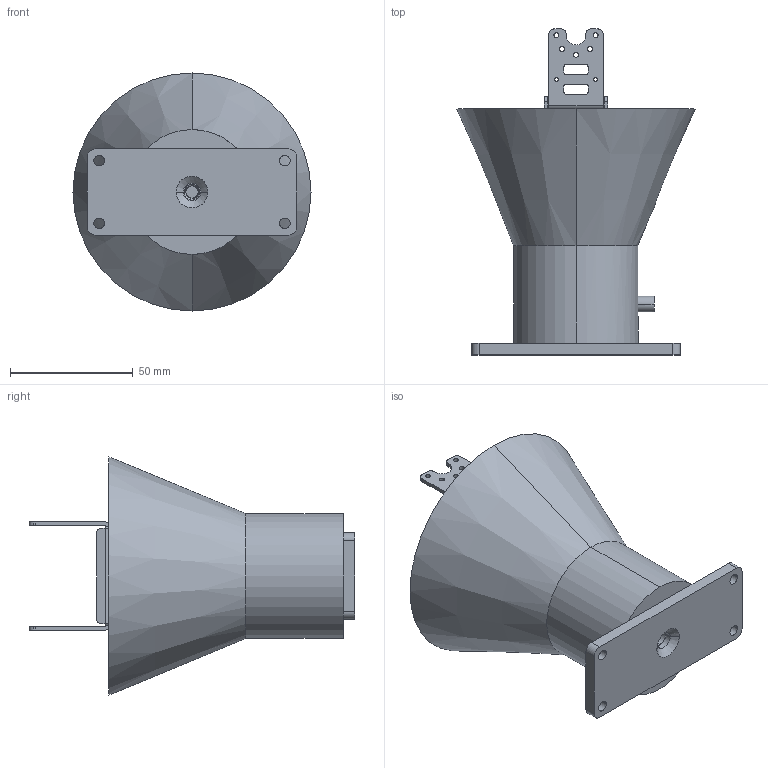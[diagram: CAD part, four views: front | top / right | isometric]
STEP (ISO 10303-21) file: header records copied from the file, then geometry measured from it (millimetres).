
FILE_DESCRIPTION (( 'STEP AP214' ), '1' );
FILE_NAME ('ASSY_FULL.STEP', '2017-09-06T14:08:41', ( '' ), ( '' ), 'SwSTEP 2.0', 'SolidWorks 2016', '' );
FILE_SCHEMA (( 'AUTOMOTIVE_DESIGN' ));
Length unit declared in the file: inch
Products named in the file (9): ASSY_FULL; FR07-H101_arm-bracket-large; ASSY_servicer; male_cone; ASSY_target; interface_bracket; disk; 5698K115_SURFACE-CONTACT DC-POWERED ELECTROMAGNET_5698K115; female_cone
Assembly tree (8 placements, depth 3):
  ASSY_FULL
    ASSY_target
      5698K115_SURFACE-CONTACT DC-POWERED ELECTROMAGNET_5698K115
      female_cone
      interface_bracket
    ASSY_servicer
      male_cone
      disk
      FR07-H101_arm-bracket-large
Bounding box: 96.84 x 132.51 x 96.84 mm (x, y, z)
Volume: 216667.2 mm3; surface area: 82592.9 mm2
Topology: 6 solids, 6 shells, 317 faces, 869 edges, 564 vertices
Faces by surface type: cylinder 193, plane 89, cone 32, bspline 3
Entity records: 12779 total; most frequent: CARTESIAN_POINT 3820, DIRECTION 1824, ORIENTED_EDGE 1722, EDGE_CURVE 861, AXIS2_PLACEMENT_3D 706, VERTEX_POINT 564, EDGE_LOOP 429, LINE 412
